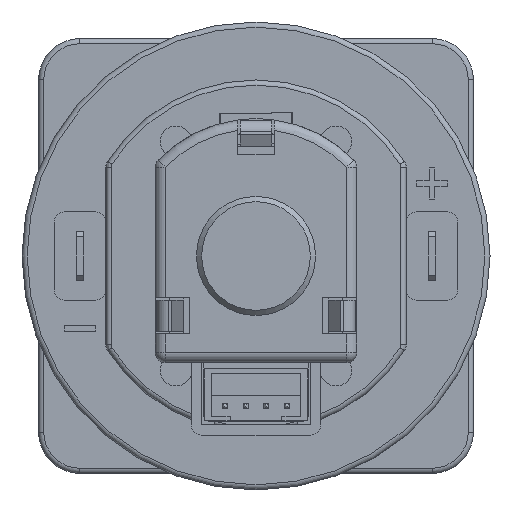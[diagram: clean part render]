
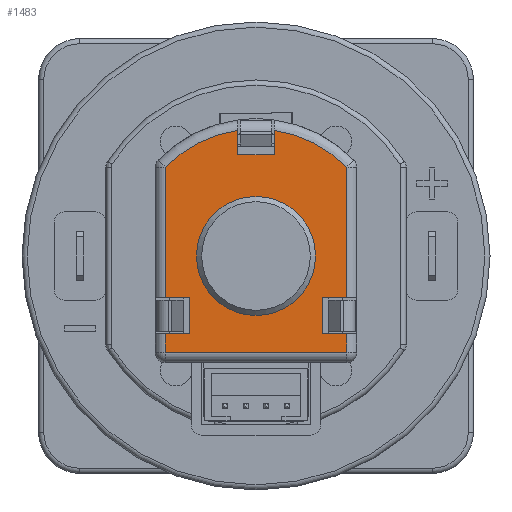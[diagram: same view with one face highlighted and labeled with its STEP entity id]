
A CAD part, left-side view. The second image highlights one B-rep face of the part: STEP entity #1483.
In plain terms, the highlighted face is planar.
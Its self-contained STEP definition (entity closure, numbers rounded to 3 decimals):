
#323=FACE_BOUND('',#3620,.T.);
#324=FACE_BOUND('',#3621,.T.);
#1483=ADVANCED_FACE('',(#323,#324),#2115,.F.);
#2115=PLANE('',#15033);
#3620=EDGE_LOOP('',(#6048,#6049,#6050,#6051,#6052,#6053,#6054,#6055,#6056,
#6057,#6058,#6059,#6060,#6061,#6062,#6063));
#3621=EDGE_LOOP('',(#6064));
#6048=ORIENTED_EDGE('',*,*,#10219,.T.);
#6049=ORIENTED_EDGE('',*,*,#10220,.T.);
#6050=ORIENTED_EDGE('',*,*,#10221,.T.);
#6051=ORIENTED_EDGE('',*,*,#10222,.T.);
#6052=ORIENTED_EDGE('',*,*,#10223,.T.);
#6053=ORIENTED_EDGE('',*,*,#10224,.T.);
#6054=ORIENTED_EDGE('',*,*,#10225,.F.);
#6055=ORIENTED_EDGE('',*,*,#10226,.T.);
#6056=ORIENTED_EDGE('',*,*,#10227,.T.);
#6057=ORIENTED_EDGE('',*,*,#10228,.F.);
#6058=ORIENTED_EDGE('',*,*,#10229,.T.);
#6059=ORIENTED_EDGE('',*,*,#10230,.T.);
#6060=ORIENTED_EDGE('',*,*,#10231,.T.);
#6061=ORIENTED_EDGE('',*,*,#10232,.T.);
#6062=ORIENTED_EDGE('',*,*,#10233,.F.);
#6063=ORIENTED_EDGE('',*,*,#10234,.F.);
#6064=ORIENTED_EDGE('',*,*,#10235,.F.);
#8627=VERTEX_POINT('',#22405);
#8628=VERTEX_POINT('',#22406);
#8629=VERTEX_POINT('',#22408);
#8630=VERTEX_POINT('',#22410);
#8631=VERTEX_POINT('',#22412);
#8632=VERTEX_POINT('',#22414);
#8633=VERTEX_POINT('',#22416);
#8634=VERTEX_POINT('',#22418);
#8635=VERTEX_POINT('',#22420);
#8636=VERTEX_POINT('',#22422);
#8637=VERTEX_POINT('',#22424);
#8638=VERTEX_POINT('',#22426);
#8639=VERTEX_POINT('',#22428);
#8640=VERTEX_POINT('',#22430);
#8641=VERTEX_POINT('',#22432);
#8642=VERTEX_POINT('',#22434);
#8643=VERTEX_POINT('',#22437);
#10219=EDGE_CURVE('',#8627,#8628,#11740,.T.);
#10220=EDGE_CURVE('',#8628,#8629,#11741,.T.);
#10221=EDGE_CURVE('',#8629,#8630,#11742,.T.);
#10222=EDGE_CURVE('',#8630,#8631,#11743,.T.);
#10223=EDGE_CURVE('',#8631,#8632,#11744,.T.);
#10224=EDGE_CURVE('',#8632,#8633,#11745,.T.);
#10225=EDGE_CURVE('',#8634,#8633,#11746,.T.);
#10226=EDGE_CURVE('',#8634,#8635,#11747,.T.);
#10227=EDGE_CURVE('',#8635,#8636,#13951,.T.);
#10228=EDGE_CURVE('',#8637,#8636,#11748,.T.);
#10229=EDGE_CURVE('',#8637,#8638,#11749,.T.);
#10230=EDGE_CURVE('',#8638,#8639,#11750,.T.);
#10231=EDGE_CURVE('',#8639,#8640,#13952,.T.);
#10232=EDGE_CURVE('',#8640,#8641,#11751,.T.);
#10233=EDGE_CURVE('',#8642,#8641,#11752,.T.);
#10234=EDGE_CURVE('',#8627,#8642,#11753,.T.);
#10235=EDGE_CURVE('',#8643,#8643,#13953,.T.);
#11740=LINE('',#22404,#12956);
#11741=LINE('',#22407,#12957);
#11742=LINE('',#22409,#12958);
#11743=LINE('',#22411,#12959);
#11744=LINE('',#22413,#12960);
#11745=LINE('',#22415,#12961);
#11746=LINE('',#22417,#12962);
#11747=LINE('',#22419,#12963);
#11748=LINE('',#22423,#12964);
#11749=LINE('',#22425,#12965);
#11750=LINE('',#22427,#12966);
#11751=LINE('',#22431,#12967);
#11752=LINE('',#22433,#12968);
#11753=LINE('',#22435,#12969);
#12956=VECTOR('',#17806,1.);
#12957=VECTOR('',#17807,1.);
#12958=VECTOR('',#17808,1.);
#12959=VECTOR('',#17809,1.);
#12960=VECTOR('',#17810,1.);
#12961=VECTOR('',#17811,1.);
#12962=VECTOR('',#17812,1.);
#12963=VECTOR('',#17813,1.);
#12964=VECTOR('',#17816,1.);
#12965=VECTOR('',#17817,1.);
#12966=VECTOR('',#17818,1.);
#12967=VECTOR('',#17821,1.);
#12968=VECTOR('',#17822,1.);
#12969=VECTOR('',#17823,1.);
#13951=CIRCLE('',#15030,12.25);
#13952=CIRCLE('',#15031,12.25);
#13953=CIRCLE('',#15032,5.75);
#15030=AXIS2_PLACEMENT_3D('',#22421,#17814,#17815);
#15031=AXIS2_PLACEMENT_3D('',#22429,#17819,#17820);
#15032=AXIS2_PLACEMENT_3D('',#22436,#17824,#17825);
#15033=AXIS2_PLACEMENT_3D('',#22438,#17826,#17827);
#17806=DIRECTION('',(-1.,0.,0.));
#17807=DIRECTION('',(0.,-1.,0.));
#17808=DIRECTION('',(1.,0.,0.));
#17809=DIRECTION('',(0.,1.,0.));
#17810=DIRECTION('',(-1.,0.,0.));
#17811=DIRECTION('',(0.,1.,0.));
#17812=DIRECTION('',(-1.,0.,0.));
#17813=DIRECTION('',(0.,1.,0.));
#17814=DIRECTION('',(0.,0.,1.));
#17815=DIRECTION('',(1.,0.,0.));
#17816=DIRECTION('',(0.,1.,0.));
#17817=DIRECTION('',(-1.,0.,0.));
#17818=DIRECTION('',(0.,1.,0.));
#17819=DIRECTION('',(0.,0.,1.));
#17820=DIRECTION('',(1.,0.,0.));
#17821=DIRECTION('',(0.,-1.,0.));
#17822=DIRECTION('',(-1.,0.,0.));
#17823=DIRECTION('',(0.,1.,0.));
#17824=DIRECTION('',(0.,0.,1.));
#17825=DIRECTION('',(-1.,0.,0.));
#17826=DIRECTION('',(0.,0.,-1.));
#17827=DIRECTION('',(1.,0.,0.));
#22404=CARTESIAN_POINT('',(13.1,12.,123.));
#22405=CARTESIAN_POINT('',(13.1,12.,123.));
#22406=CARTESIAN_POINT('',(10.75,12.,123.));
#22407=CARTESIAN_POINT('',(10.75,10.2,123.));
#22408=CARTESIAN_POINT('',(10.75,10.2,123.));
#22409=CARTESIAN_POINT('',(28.25,10.2,123.));
#22410=CARTESIAN_POINT('',(28.25,10.2,123.));
#22411=CARTESIAN_POINT('',(28.25,12.,123.));
#22412=CARTESIAN_POINT('',(28.25,12.,123.));
#22413=CARTESIAN_POINT('',(29.9,12.,123.));
#22414=CARTESIAN_POINT('',(25.9,12.,123.));
#22415=CARTESIAN_POINT('',(25.9,12.,123.));
#22416=CARTESIAN_POINT('',(25.9,15.5,123.));
#22417=CARTESIAN_POINT('',(29.9,15.5,123.));
#22418=CARTESIAN_POINT('',(28.25,15.5,123.));
#22419=CARTESIAN_POINT('',(28.25,28.073,123.));
#22420=CARTESIAN_POINT('',(28.25,28.073,123.));
#22421=CARTESIAN_POINT('',(19.5,19.5,123.));
#22422=CARTESIAN_POINT('',(21.25,31.624,123.));
#22423=CARTESIAN_POINT('',(21.25,29.3,123.));
#22424=CARTESIAN_POINT('',(21.25,29.3,123.));
#22425=CARTESIAN_POINT('',(21.25,29.3,123.));
#22426=CARTESIAN_POINT('',(17.75,29.3,123.));
#22427=CARTESIAN_POINT('',(17.75,29.3,123.));
#22428=CARTESIAN_POINT('',(17.75,31.624,123.));
#22429=CARTESIAN_POINT('',(19.5,19.5,123.));
#22430=CARTESIAN_POINT('',(10.75,28.073,123.));
#22431=CARTESIAN_POINT('',(10.75,15.5,123.));
#22432=CARTESIAN_POINT('',(10.75,15.5,123.));
#22433=CARTESIAN_POINT('',(13.1,15.5,123.));
#22434=CARTESIAN_POINT('',(13.1,15.5,123.));
#22435=CARTESIAN_POINT('',(13.1,12.,123.));
#22436=CARTESIAN_POINT('',(19.5,19.5,123.));
#22437=CARTESIAN_POINT('',(13.75,19.5,123.));
#22438=CARTESIAN_POINT('',(19.5,19.5,123.));
